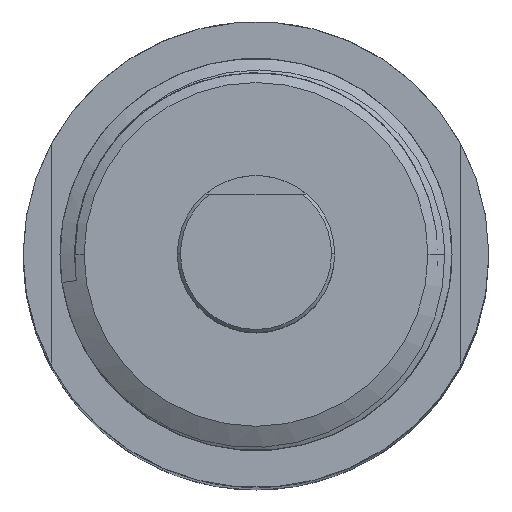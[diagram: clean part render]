
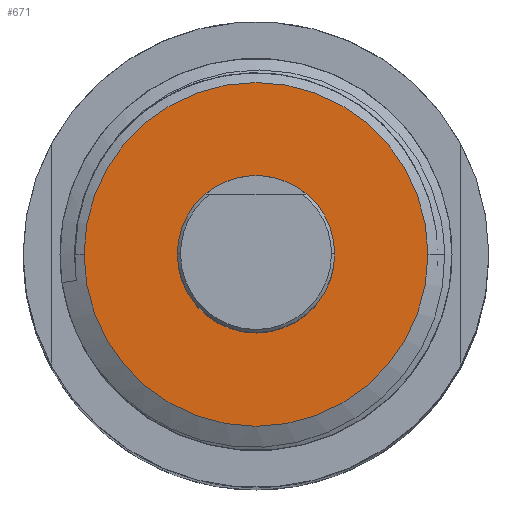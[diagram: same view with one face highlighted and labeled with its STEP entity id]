
A CAD part, top view. The second image highlights one B-rep face of the part: STEP entity #671.
In plain terms, the highlighted planar face has unit normal (0, 0, 1).
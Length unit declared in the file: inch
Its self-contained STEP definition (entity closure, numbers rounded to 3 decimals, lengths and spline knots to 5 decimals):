
#544 = EDGE_CURVE ( 'NONE', #545, #597, #2150, .T. ) ;
#545 = VERTEX_POINT ( 'NONE', #2145 ) ;
#562 = EDGE_CURVE ( 'NONE', #563, #564, #2113, .T. ) ;
#563 = VERTEX_POINT ( 'NONE', #2108 ) ;
#564 = VERTEX_POINT ( 'NONE', #2107 ) ;
#597 = VERTEX_POINT ( 'NONE', #1992 ) ;
#645 = EDGE_CURVE ( 'NONE', #564, #563, #3028, .T. ) ;
#670 = EDGE_CURVE ( 'NONE', #597, #545, #2971, .T. ) ;
#671 = ADVANCED_FACE ( 'NONE', ( #3015, #3014 ), #3013, .F. ) ;
#672 = EDGE_LOOP ( 'NONE', ( #673, #674 ) ) ;
#673 = ORIENTED_EDGE ( 'NONE', *, *, #645, .T. ) ;
#674 = ORIENTED_EDGE ( 'NONE', *, *, #562, .T. ) ;
#675 = EDGE_LOOP ( 'NONE', ( #676, #677 ) ) ;
#676 = ORIENTED_EDGE ( 'NONE', *, *, #544, .T. ) ;
#677 = ORIENTED_EDGE ( 'NONE', *, *, #670, .T. ) ;
#1992 = CARTESIAN_POINT ( 'NONE',  ( 0.125, 0., 0.28 ) ) ;
#2107 = CARTESIAN_POINT ( 'NONE',  ( -0.2732, 0., 0.28 ) ) ;
#2108 = CARTESIAN_POINT ( 'NONE',  ( 0.2732, 0., 0.28 ) ) ;
#2109 = DIRECTION ( 'NONE',  ( -1., 0., 0. ) ) ;
#2110 = DIRECTION ( 'NONE',  ( 0., 0., 1. ) ) ;
#2111 = AXIS2_PLACEMENT_3D ( 'NONE', #2112, #2110, #2109 ) ;
#2112 = CARTESIAN_POINT ( 'NONE',  ( 0., 0., 0.28 ) ) ;
#2113 = CIRCLE ( 'NONE', #2111, 0.2732 ) ;
#2145 = CARTESIAN_POINT ( 'NONE',  ( -0.125, 0., 0.28 ) ) ;
#2146 = DIRECTION ( 'NONE',  ( -1., 0., 0. ) ) ;
#2147 = DIRECTION ( 'NONE',  ( 0., 0., -1. ) ) ;
#2148 = CARTESIAN_POINT ( 'NONE',  ( 0., 0., 0.28 ) ) ;
#2149 = AXIS2_PLACEMENT_3D ( 'NONE', #2148, #2147, #2146 ) ;
#2150 = CIRCLE ( 'NONE', #2149, 0.125 ) ;
#2971 = CIRCLE ( 'NONE', #3019, 0.125 ) ;
#3000 = DIRECTION ( 'NONE',  ( -1., 0., 0. ) ) ;
#3009 = DIRECTION ( 'NONE',  ( -1., 0., 0. ) ) ;
#3010 = DIRECTION ( 'NONE',  ( 0., 0., -1. ) ) ;
#3011 = CARTESIAN_POINT ( 'NONE',  ( 0.3125, 0., 0.28 ) ) ;
#3012 = AXIS2_PLACEMENT_3D ( 'NONE', #3011, #3010, #3009 ) ;
#3013 = PLANE ( 'NONE',  #3012 ) ;
#3014 = FACE_BOUND ( 'NONE', #675, .T. ) ;
#3015 = FACE_OUTER_BOUND ( 'NONE', #672, .T. ) ;
#3016 = DIRECTION ( 'NONE',  ( -1., 0., 0. ) ) ;
#3017 = DIRECTION ( 'NONE',  ( 0., 0., -1. ) ) ;
#3018 = CARTESIAN_POINT ( 'NONE',  ( 0., 0., 0.28 ) ) ;
#3019 = AXIS2_PLACEMENT_3D ( 'NONE', #3018, #3017, #3016 ) ;
#3028 = CIRCLE ( 'NONE', #3031, 0.2732 ) ;
#3029 = DIRECTION ( 'NONE',  ( 0., 0., 1. ) ) ;
#3030 = CARTESIAN_POINT ( 'NONE',  ( 0., 0., 0.28 ) ) ;
#3031 = AXIS2_PLACEMENT_3D ( 'NONE', #3030, #3029, #3000 ) ;
